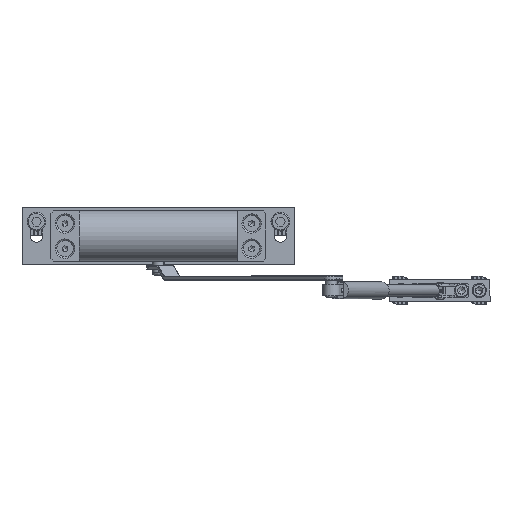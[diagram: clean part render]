
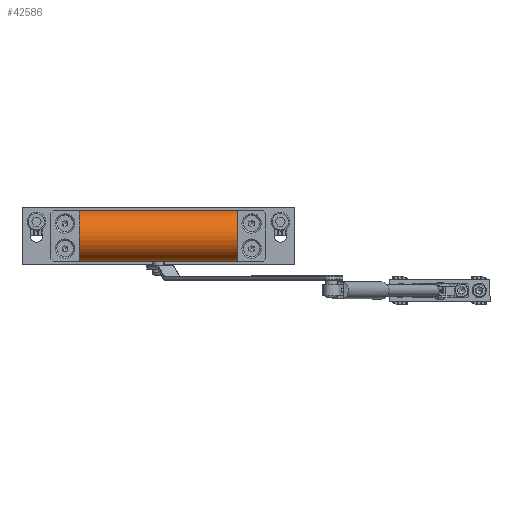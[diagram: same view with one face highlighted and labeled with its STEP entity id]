
A CAD part, top view. The second image highlights one B-rep face of the part: STEP entity #42586.
In plain terms, the highlighted cylindrical face has radius 17.5 mm (diameter 35 mm), a partial arc.
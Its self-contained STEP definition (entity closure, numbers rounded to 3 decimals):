
#133 = DIRECTION ( 'NONE',  ( 0., -0.718, 0.696 ) ) ;
#2387 = DIRECTION ( 'NONE',  ( 0., -0.718, 0.696 ) ) ;
#3727 = AXIS2_PLACEMENT_3D ( 'NONE', #7198, #23323, #6977 ) ;
#5383 = VERTEX_POINT ( 'NONE', #15508 ) ;
#5622 = CARTESIAN_POINT ( 'NONE',  ( 673.036, 272.659, -325.334 ) ) ;
#6562 = CARTESIAN_POINT ( 'NONE',  ( 675.902, 296.692, -350.617 ) ) ;
#6977 = DIRECTION ( 'NONE',  ( 0., -0.718, 0.696 ) ) ;
#7198 = CARTESIAN_POINT ( 'NONE',  ( 674.469, 284.675, -337.976 ) ) ;
#8042 = EDGE_LOOP ( 'NONE', ( #32116, #20639, #32744, #13434 ) ) ;
#9375 = LINE ( 'NONE', #6562, #37767 ) ;
#11405 = EDGE_CURVE ( 'NONE', #21934, #5383, #29950, .T. ) ;
#12031 = CIRCLE ( 'NONE', #30442, 17.5 ) ;
#13155 = EDGE_CURVE ( 'NONE', #25448, #21934, #37388, .T. ) ;
#13434 = ORIENTED_EDGE ( 'NONE', *, *, #13155, .F. ) ;
#14272 = EDGE_CURVE ( 'NONE', #5383, #14724, #12031, .T. ) ;
#14724 = VERTEX_POINT ( 'NONE', #37305 ) ;
#14841 = AXIS2_PLACEMENT_3D ( 'NONE', #18523, #28396, #2387 ) ;
#15508 = CARTESIAN_POINT ( 'NONE',  ( 721.681, 341.354, -254.52 ) ) ;
#18523 = CARTESIAN_POINT ( 'NONE',  ( 723.115, 353.37, -267.162 ) ) ;
#18576 = EDGE_CURVE ( 'NONE', #25448, #14724, #9375, .T. ) ;
#19955 = CARTESIAN_POINT ( 'NONE',  ( 723.115, 353.37, -267.162 ) ) ;
#20070 = DIRECTION ( 'NONE',  ( 0.442, 0.624, 0.644 ) ) ;
#20639 = ORIENTED_EDGE ( 'NONE', *, *, #14272, .F. ) ;
#21734 = CYLINDRICAL_SURFACE ( 'NONE', #14841, 17.5 ) ;
#21934 = VERTEX_POINT ( 'NONE', #5622 ) ;
#23323 = DIRECTION ( 'NONE',  ( 0.442, 0.624, 0.644 ) ) ;
#25448 = VERTEX_POINT ( 'NONE', #37713 ) ;
#27974 = FACE_OUTER_BOUND ( 'NONE', #8042, .T. ) ;
#28396 = DIRECTION ( 'NONE',  ( 0.442, 0.624, 0.644 ) ) ;
#29626 = DIRECTION ( 'NONE',  ( -0.442, -0.624, -0.644 ) ) ;
#29950 = LINE ( 'NONE', #30162, #40414 ) ;
#30162 = CARTESIAN_POINT ( 'NONE',  ( 673.036, 272.659, -325.334 ) ) ;
#30442 = AXIS2_PLACEMENT_3D ( 'NONE', #19955, #29626, #133 ) ;
#32116 = ORIENTED_EDGE ( 'NONE', *, *, #18576, .T. ) ;
#32744 = ORIENTED_EDGE ( 'NONE', *, *, #11405, .F. ) ;
#35619 = DIRECTION ( 'NONE',  ( 0.442, 0.624, 0.644 ) ) ;
#37305 = CARTESIAN_POINT ( 'NONE',  ( 724.548, 365.387, -279.803 ) ) ;
#37388 = CIRCLE ( 'NONE', #3727, 17.5 ) ;
#37713 = CARTESIAN_POINT ( 'NONE',  ( 675.902, 296.692, -350.617 ) ) ;
#37767 = VECTOR ( 'NONE', #35619, 1000. ) ;
#40414 = VECTOR ( 'NONE', #20070, 1000. ) ;
#42586 = ADVANCED_FACE ( 'NONE', ( #27974 ), #21734, .F. ) ;
